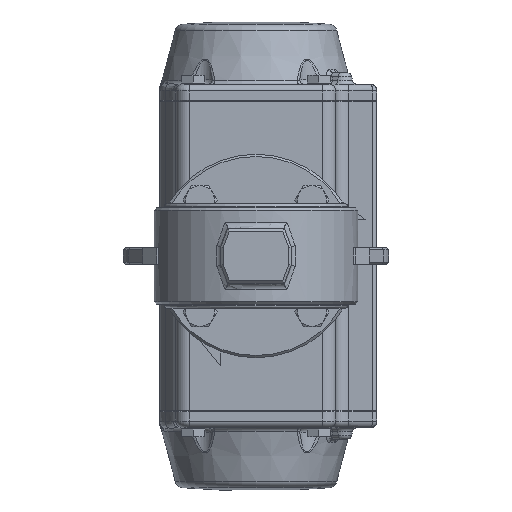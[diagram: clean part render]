
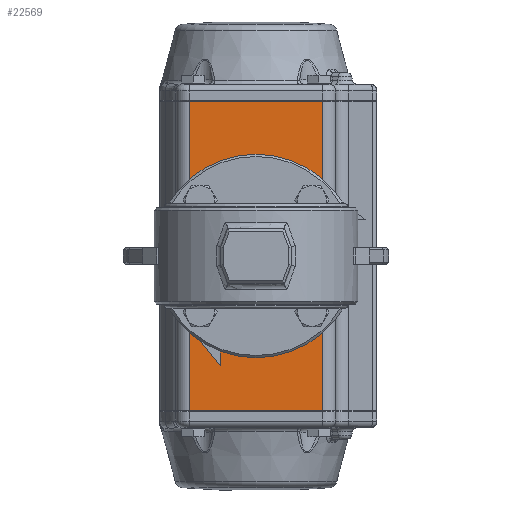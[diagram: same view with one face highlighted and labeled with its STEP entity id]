
A CAD part, front view. The second image highlights one B-rep face of the part: STEP entity #22569.
In plain terms, the highlighted planar face has unit normal (0, -1, 0).
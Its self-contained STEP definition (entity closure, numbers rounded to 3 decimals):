
#2342=CIRCLE('',#24358,16.5);
#2344=CIRCLE('',#24362,2.5);
#2346=CIRCLE('',#24366,2.5);
#2348=CIRCLE('',#24370,2.5);
#2350=CIRCLE('',#24374,2.5);
#2352=CIRCLE('',#24378,3.4);
#2354=CIRCLE('',#24382,3.4);
#2356=CIRCLE('',#24386,3.4);
#2358=CIRCLE('',#24390,3.4);
#7755=ORIENTED_EDGE('',*,*,#11072,.F.);
#7756=ORIENTED_EDGE('',*,*,#11140,.F.);
#7757=ORIENTED_EDGE('',*,*,#11088,.T.);
#7758=ORIENTED_EDGE('',*,*,#11141,.T.);
#7759=ORIENTED_EDGE('',*,*,#10714,.F.);
#7760=ORIENTED_EDGE('',*,*,#10712,.F.);
#7761=ORIENTED_EDGE('',*,*,#10710,.F.);
#7762=ORIENTED_EDGE('',*,*,#10708,.F.);
#7763=ORIENTED_EDGE('',*,*,#10706,.F.);
#7764=ORIENTED_EDGE('',*,*,#10704,.F.);
#7765=ORIENTED_EDGE('',*,*,#10702,.F.);
#7766=ORIENTED_EDGE('',*,*,#10700,.F.);
#7767=ORIENTED_EDGE('',*,*,#10698,.T.);
#10698=EDGE_CURVE('',#12929,#12929,#2342,.T.);
#10700=EDGE_CURVE('',#12932,#12932,#2344,.T.);
#10702=EDGE_CURVE('',#12935,#12935,#2346,.T.);
#10704=EDGE_CURVE('',#12938,#12938,#2348,.T.);
#10706=EDGE_CURVE('',#12941,#12941,#2350,.T.);
#10708=EDGE_CURVE('',#12944,#12944,#2352,.T.);
#10710=EDGE_CURVE('',#12947,#12947,#2354,.T.);
#10712=EDGE_CURVE('',#12950,#12950,#2356,.T.);
#10714=EDGE_CURVE('',#12953,#12953,#2358,.T.);
#11072=EDGE_CURVE('',#13186,#13187,#14428,.T.);
#11088=EDGE_CURVE('',#13203,#13202,#14435,.T.);
#11140=EDGE_CURVE('',#13203,#13186,#14464,.T.);
#11141=EDGE_CURVE('',#13202,#13187,#14465,.T.);
#12929=VERTEX_POINT('',#43263);
#12932=VERTEX_POINT('',#43270);
#12935=VERTEX_POINT('',#43277);
#12938=VERTEX_POINT('',#43284);
#12941=VERTEX_POINT('',#43291);
#12944=VERTEX_POINT('',#43298);
#12947=VERTEX_POINT('',#43305);
#12950=VERTEX_POINT('',#43312);
#12953=VERTEX_POINT('',#43319);
#13186=VERTEX_POINT('',#45981);
#13187=VERTEX_POINT('',#45983);
#13202=VERTEX_POINT('',#46014);
#13203=VERTEX_POINT('',#46016);
#14428=LINE('',#45982,#15659);
#14435=LINE('',#46015,#15666);
#14464=LINE('',#46117,#15695);
#14465=LINE('',#46119,#15696);
#15659=VECTOR('',#29824,1000.);
#15666=VECTOR('',#29851,1000.);
#15695=VECTOR('',#29952,1000.);
#15696=VECTOR('',#29955,1000.);
#17169=EDGE_LOOP('',(#7755,#7756,#7757,#7758));
#17170=EDGE_LOOP('',(#7759));
#17171=EDGE_LOOP('',(#7760));
#17172=EDGE_LOOP('',(#7761));
#17173=EDGE_LOOP('',(#7762));
#17174=EDGE_LOOP('',(#7763));
#17175=EDGE_LOOP('',(#7764));
#17176=EDGE_LOOP('',(#7765));
#17177=EDGE_LOOP('',(#7766));
#17178=EDGE_LOOP('',(#7767));
#18709=FACE_BOUND('',#17169,.T.);
#18710=FACE_BOUND('',#17170,.T.);
#18711=FACE_BOUND('',#17171,.T.);
#18712=FACE_BOUND('',#17172,.T.);
#18713=FACE_BOUND('',#17173,.T.);
#18714=FACE_BOUND('',#17174,.T.);
#18715=FACE_BOUND('',#17175,.T.);
#18716=FACE_BOUND('',#17176,.T.);
#18717=FACE_BOUND('',#17177,.T.);
#18718=FACE_BOUND('',#17178,.T.);
#19311=PLANE('',#24742);
#22569=ADVANCED_FACE('',(#18709,#18710,#18711,#18712,#18713,#18714,#18715,
#18716,#18717,#18718),#19311,.T.);
#24358=AXIS2_PLACEMENT_3D('',#43262,#29030,#29031);
#24362=AXIS2_PLACEMENT_3D('',#43269,#29038,#29039);
#24366=AXIS2_PLACEMENT_3D('',#43276,#29046,#29047);
#24370=AXIS2_PLACEMENT_3D('',#43283,#29054,#29055);
#24374=AXIS2_PLACEMENT_3D('',#43290,#29062,#29063);
#24378=AXIS2_PLACEMENT_3D('',#43297,#29070,#29071);
#24382=AXIS2_PLACEMENT_3D('',#43304,#29078,#29079);
#24386=AXIS2_PLACEMENT_3D('',#43311,#29086,#29087);
#24390=AXIS2_PLACEMENT_3D('',#43318,#29094,#29095);
#24742=AXIS2_PLACEMENT_3D('',#46118,#29953,#29954);
#29030=DIRECTION('',(0.,1.,0.));
#29031=DIRECTION('',(0.,0.,-1.));
#29038=DIRECTION('',(0.,-1.,0.));
#29039=DIRECTION('',(0.,0.,-1.));
#29046=DIRECTION('',(0.,-1.,0.));
#29047=DIRECTION('',(0.,0.,-1.));
#29054=DIRECTION('',(0.,-1.,0.));
#29055=DIRECTION('',(0.,0.,-1.));
#29062=DIRECTION('',(0.,-1.,0.));
#29063=DIRECTION('',(0.,0.,-1.));
#29070=DIRECTION('',(0.,-1.,0.));
#29071=DIRECTION('',(0.,0.,-1.));
#29078=DIRECTION('',(0.,-1.,0.));
#29079=DIRECTION('',(0.,0.,-1.));
#29086=DIRECTION('',(0.,-1.,0.));
#29087=DIRECTION('',(0.,0.,-1.));
#29094=DIRECTION('',(0.,-1.,0.));
#29095=DIRECTION('',(0.,0.,-1.));
#29824=DIRECTION('',(-1.,0.,0.));
#29851=DIRECTION('',(-1.,0.,0.));
#29952=DIRECTION('',(0.,0.,-1.));
#29953=DIRECTION('',(0.,-1.,0.));
#29954=DIRECTION('',(0.,0.,-1.));
#29955=DIRECTION('',(0.,0.,-1.));
#43262=CARTESIAN_POINT('',(0.,-51.5,0.));
#43263=CARTESIAN_POINT('',(0.,-51.5,-16.5));
#43269=CARTESIAN_POINT('',(-17.678,-51.5,-17.678));
#43270=CARTESIAN_POINT('',(-17.678,-51.5,-20.178));
#43276=CARTESIAN_POINT('',(17.678,-51.5,-17.678));
#43277=CARTESIAN_POINT('',(17.678,-51.5,-20.178));
#43283=CARTESIAN_POINT('',(17.678,-51.5,17.678));
#43284=CARTESIAN_POINT('',(17.678,-51.5,15.178));
#43290=CARTESIAN_POINT('',(-17.678,-51.5,17.678));
#43291=CARTESIAN_POINT('',(-17.678,-51.5,15.178));
#43297=CARTESIAN_POINT('',(-24.749,-51.5,-24.749));
#43298=CARTESIAN_POINT('',(-24.749,-51.5,-28.149));
#43304=CARTESIAN_POINT('',(24.749,-51.5,-24.749));
#43305=CARTESIAN_POINT('',(24.749,-51.5,-28.149));
#43311=CARTESIAN_POINT('',(24.749,-51.5,24.749));
#43312=CARTESIAN_POINT('',(24.749,-51.5,21.349));
#43318=CARTESIAN_POINT('',(-24.749,-51.5,24.749));
#43319=CARTESIAN_POINT('',(-24.749,-51.5,21.349));
#45981=CARTESIAN_POINT('',(29.474,-51.5,-68.5));
#45982=CARTESIAN_POINT('',(29.474,-51.5,-68.5));
#45983=CARTESIAN_POINT('',(-29.474,-51.5,-68.5));
#46014=CARTESIAN_POINT('',(-29.474,-51.5,68.5));
#46015=CARTESIAN_POINT('',(29.474,-51.5,68.5));
#46016=CARTESIAN_POINT('',(29.474,-51.5,68.5));
#46117=CARTESIAN_POINT('',(29.474,-51.5,68.5));
#46118=CARTESIAN_POINT('',(29.474,-51.5,68.5));
#46119=CARTESIAN_POINT('',(-29.474,-51.5,68.5));
